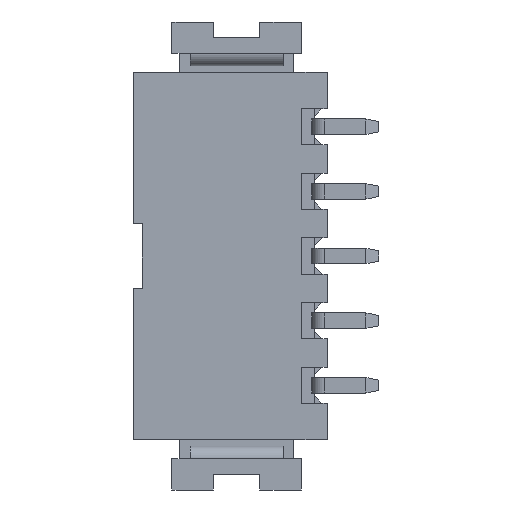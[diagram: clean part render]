
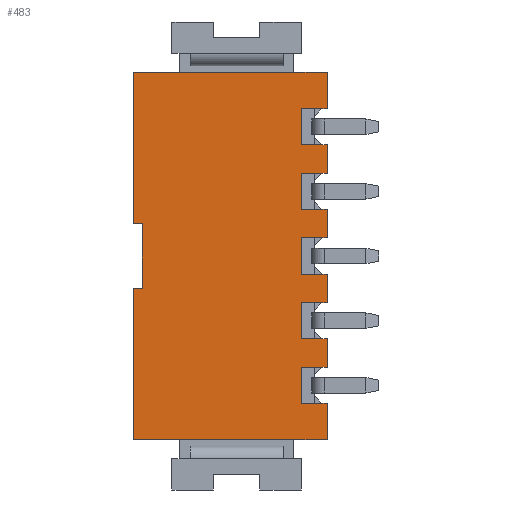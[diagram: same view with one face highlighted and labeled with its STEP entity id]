
A CAD part, front view. The second image highlights one B-rep face of the part: STEP entity #483.
In plain terms, the highlighted planar face has unit normal (0, -1, 0).
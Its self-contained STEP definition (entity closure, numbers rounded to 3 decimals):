
#483=ADVANCED_FACE('',(#1311),#1312,.T.);
#1311=FACE_OUTER_BOUND('',#2486,.T.);
#1312=PLANE('',#2487);
#2486=EDGE_LOOP('',(#3941,#3942,#3943,#3944,#3945,#3946,#3947,#3948,#3949,#3950,#3951,#3952,#3953,#3954,#3955,#3956,#3957,#3958,#3959,#3960,#3961,#3962,#3963,#3964,#3965,#3966,#3967,#3968));
#2487=AXIS2_PLACEMENT_3D('',#3969,#3970,#3971);
#3941=ORIENTED_EDGE('',*,*,#7376,.F.);
#3942=ORIENTED_EDGE('',*,*,#7180,.T.);
#3943=ORIENTED_EDGE('',*,*,#7437,.F.);
#3944=ORIENTED_EDGE('',*,*,#7438,.F.);
#3945=ORIENTED_EDGE('',*,*,#7439,.F.);
#3946=ORIENTED_EDGE('',*,*,#7440,.F.);
#3947=ORIENTED_EDGE('',*,*,#7441,.T.);
#3948=ORIENTED_EDGE('',*,*,#7442,.F.);
#3949=ORIENTED_EDGE('',*,*,#7263,.T.);
#3950=ORIENTED_EDGE('',*,*,#7443,.T.);
#3951=ORIENTED_EDGE('',*,*,#7444,.T.);
#3952=ORIENTED_EDGE('',*,*,#7445,.F.);
#3953=ORIENTED_EDGE('',*,*,#7285,.T.);
#3954=ORIENTED_EDGE('',*,*,#7446,.T.);
#3955=ORIENTED_EDGE('',*,*,#7447,.T.);
#3956=ORIENTED_EDGE('',*,*,#7448,.F.);
#3957=ORIENTED_EDGE('',*,*,#7281,.T.);
#3958=ORIENTED_EDGE('',*,*,#7449,.T.);
#3959=ORIENTED_EDGE('',*,*,#7450,.T.);
#3960=ORIENTED_EDGE('',*,*,#7451,.F.);
#3961=ORIENTED_EDGE('',*,*,#7277,.T.);
#3962=ORIENTED_EDGE('',*,*,#7452,.T.);
#3963=ORIENTED_EDGE('',*,*,#7453,.T.);
#3964=ORIENTED_EDGE('',*,*,#7454,.F.);
#3965=ORIENTED_EDGE('',*,*,#7273,.T.);
#3966=ORIENTED_EDGE('',*,*,#7455,.T.);
#3967=ORIENTED_EDGE('',*,*,#7456,.T.);
#3968=ORIENTED_EDGE('',*,*,#7457,.T.);
#3969=CARTESIAN_POINT('',(1.891,0.0,-20.737));
#3970=DIRECTION('',(0.0,-1.0,0.0));
#3971=DIRECTION('',(0.0,0.0,-1.0));
#7180=EDGE_CURVE('',#8620,#8618,#8621,.T.);
#7263=EDGE_CURVE('',#8763,#8764,#8765,.T.);
#7273=EDGE_CURVE('',#8784,#8782,#8785,.T.);
#7277=EDGE_CURVE('',#8792,#8790,#8793,.T.);
#7281=EDGE_CURVE('',#8800,#8798,#8801,.T.);
#7285=EDGE_CURVE('',#8808,#8806,#8809,.T.);
#7376=EDGE_CURVE('',#8620,#8950,#8967,.T.);
#7437=EDGE_CURVE('',#9074,#8618,#9075,.T.);
#7438=EDGE_CURVE('',#9076,#9074,#9077,.T.);
#7439=EDGE_CURVE('',#9078,#9076,#9079,.T.);
#7440=EDGE_CURVE('',#9080,#9078,#9081,.T.);
#7441=EDGE_CURVE('',#9080,#9082,#9083,.T.);
#7442=EDGE_CURVE('',#8763,#9082,#9084,.T.);
#7443=EDGE_CURVE('',#8764,#9085,#9086,.T.);
#7444=EDGE_CURVE('',#9085,#9087,#9088,.T.);
#7445=EDGE_CURVE('',#8808,#9087,#9089,.T.);
#7446=EDGE_CURVE('',#8806,#9090,#9091,.T.);
#7447=EDGE_CURVE('',#9090,#9092,#9093,.T.);
#7448=EDGE_CURVE('',#8800,#9092,#9094,.T.);
#7449=EDGE_CURVE('',#8798,#9095,#9096,.T.);
#7450=EDGE_CURVE('',#9095,#9097,#9098,.T.);
#7451=EDGE_CURVE('',#8792,#9097,#9099,.T.);
#7452=EDGE_CURVE('',#8790,#9100,#9101,.T.);
#7453=EDGE_CURVE('',#9100,#9102,#9103,.T.);
#7454=EDGE_CURVE('',#8784,#9102,#9104,.T.);
#7455=EDGE_CURVE('',#8782,#9105,#9106,.T.);
#7456=EDGE_CURVE('',#9105,#9107,#9108,.T.);
#7457=EDGE_CURVE('',#9107,#8950,#9109,.T.);
#8618=VERTEX_POINT('',#10736);
#8620=VERTEX_POINT('',#10739);
#8621=LINE('',#10740,#10741);
#8763=VERTEX_POINT('',#10950);
#8764=VERTEX_POINT('',#10951);
#8765=LINE('',#10952,#10953);
#8782=VERTEX_POINT('',#10978);
#8784=VERTEX_POINT('',#10981);
#8785=LINE('',#10982,#10983);
#8790=VERTEX_POINT('',#10990);
#8792=VERTEX_POINT('',#10993);
#8793=LINE('',#10994,#10995);
#8798=VERTEX_POINT('',#11002);
#8800=VERTEX_POINT('',#11005);
#8801=LINE('',#11006,#11007);
#8806=VERTEX_POINT('',#11014);
#8808=VERTEX_POINT('',#11017);
#8809=LINE('',#11018,#11019);
#8950=VERTEX_POINT('',#11226);
#8967=LINE('',#11251,#11252);
#9074=VERTEX_POINT('',#11411);
#9075=LINE('',#11412,#11413);
#9076=VERTEX_POINT('',#11414);
#9077=LINE('',#11415,#11416);
#9078=VERTEX_POINT('',#11417);
#9079=LINE('',#11418,#11419);
#9080=VERTEX_POINT('',#11420);
#9081=LINE('',#11421,#11422);
#9082=VERTEX_POINT('',#11423);
#9083=LINE('',#11424,#11425);
#9084=LINE('',#11426,#11427);
#9085=VERTEX_POINT('',#11428);
#9086=LINE('',#11429,#11430);
#9087=VERTEX_POINT('',#11431);
#9088=LINE('',#11432,#11433);
#9089=LINE('',#11434,#11435);
#9090=VERTEX_POINT('',#11436);
#9091=LINE('',#11437,#11438);
#9092=VERTEX_POINT('',#11439);
#9093=LINE('',#11440,#11441);
#9094=LINE('',#11442,#11443);
#9095=VERTEX_POINT('',#11444);
#9096=LINE('',#11445,#11446);
#9097=VERTEX_POINT('',#11447);
#9098=LINE('',#11448,#11449);
#9099=LINE('',#11450,#11451);
#9100=VERTEX_POINT('',#11452);
#9101=LINE('',#11453,#11454);
#9102=VERTEX_POINT('',#11455);
#9103=LINE('',#11456,#11457);
#9104=LINE('',#11458,#11459);
#9105=VERTEX_POINT('',#11460);
#9106=LINE('',#11461,#11462);
#9107=VERTEX_POINT('',#11463);
#9108=LINE('',#11464,#11465);
#9109=LINE('',#11466,#11467);
#10736=CARTESIAN_POINT('',(0.35,0.0,-5.85));
#10739=CARTESIAN_POINT('',(0.0,0.0,-5.85));
#10740=CARTESIAN_POINT('',(-2.939,0.0,-5.85));
#10741=VECTOR('',#13819,1.0);
#10950=CARTESIAN_POINT('',(6.5,0.0,-12.8));
#10951=CARTESIAN_POINT('',(6.5,0.0,-11.4));
#10952=CARTESIAN_POINT('',(6.5,0.0,-6.15));
#10953=VECTOR('',#13905,1.0);
#10978=CARTESIAN_POINT('',(6.5,0.0,-1.4));
#10981=CARTESIAN_POINT('',(6.5,0.0,-2.8));
#10982=CARTESIAN_POINT('',(6.5,0.0,1.35));
#10983=VECTOR('',#13915,1.0);
#10990=CARTESIAN_POINT('',(6.5,0.0,-3.9));
#10993=CARTESIAN_POINT('',(6.5,0.0,-5.3));
#10994=CARTESIAN_POINT('',(6.5,0.0,1.35));
#10995=VECTOR('',#13919,1.0);
#11002=CARTESIAN_POINT('',(6.5,0.0,-6.4));
#11005=CARTESIAN_POINT('',(6.5,0.0,-7.8));
#11006=CARTESIAN_POINT('',(6.5,0.0,-1.15));
#11007=VECTOR('',#13923,1.0);
#11014=CARTESIAN_POINT('',(6.5,0.0,-8.9));
#11017=CARTESIAN_POINT('',(6.5,0.0,-10.3));
#11018=CARTESIAN_POINT('',(6.5,0.0,-3.65));
#11019=VECTOR('',#13927,1.0);
#11226=CARTESIAN_POINT('',(0.0,0.0,0.0));
#11251=CARTESIAN_POINT('',(0.0,0.0,1.35));
#11252=VECTOR('',#14011,1.0);
#11411=CARTESIAN_POINT('',(0.35,0.0,-8.35));
#11412=CARTESIAN_POINT('',(0.35,0.0,1.35));
#11413=VECTOR('',#14067,1.0);
#11414=CARTESIAN_POINT('',(0.0,0.0,-8.35));
#11415=CARTESIAN_POINT('',(-2.939,0.0,-8.35));
#11416=VECTOR('',#14068,1.0);
#11417=CARTESIAN_POINT('',(0.0,0.0,-14.2));
#11418=CARTESIAN_POINT('',(0.0,0.0,-6.15));
#11419=VECTOR('',#14069,1.0);
#11420=CARTESIAN_POINT('',(7.5,0.0,-14.2));
#11421=CARTESIAN_POINT('',(-2.939,0.0,-14.2));
#11422=VECTOR('',#14070,1.0);
#11423=CARTESIAN_POINT('',(7.5,0.0,-12.8));
#11424=CARTESIAN_POINT('',(7.5,0.0,-6.15));
#11425=VECTOR('',#14071,1.0);
#11426=CARTESIAN_POINT('',(-2.939,0.0,-12.8));
#11427=VECTOR('',#14072,1.0);
#11428=CARTESIAN_POINT('',(7.5,0.0,-11.4));
#11429=CARTESIAN_POINT('',(-2.939,0.0,-11.4));
#11430=VECTOR('',#14073,1.0);
#11431=CARTESIAN_POINT('',(7.5,0.0,-10.3));
#11432=CARTESIAN_POINT('',(7.5,0.0,-6.15));
#11433=VECTOR('',#14074,1.0);
#11434=CARTESIAN_POINT('',(-2.939,0.0,-10.3));
#11435=VECTOR('',#14075,1.0);
#11436=CARTESIAN_POINT('',(7.5,0.0,-8.9));
#11437=CARTESIAN_POINT('',(-2.939,0.0,-8.9));
#11438=VECTOR('',#14076,1.0);
#11439=CARTESIAN_POINT('',(7.5,0.0,-7.8));
#11440=CARTESIAN_POINT('',(7.5,0.0,-3.65));
#11441=VECTOR('',#14077,1.0);
#11442=CARTESIAN_POINT('',(-2.939,0.0,-7.8));
#11443=VECTOR('',#14078,1.0);
#11444=CARTESIAN_POINT('',(7.5,0.0,-6.4));
#11445=CARTESIAN_POINT('',(-2.939,0.0,-6.4));
#11446=VECTOR('',#14079,1.0);
#11447=CARTESIAN_POINT('',(7.5,0.0,-5.3));
#11448=CARTESIAN_POINT('',(7.5,0.0,-1.15));
#11449=VECTOR('',#14080,1.0);
#11450=CARTESIAN_POINT('',(-2.939,0.0,-5.3));
#11451=VECTOR('',#14081,1.0);
#11452=CARTESIAN_POINT('',(7.5,0.0,-3.9));
#11453=CARTESIAN_POINT('',(-2.939,0.0,-3.9));
#11454=VECTOR('',#14082,1.0);
#11455=CARTESIAN_POINT('',(7.5,0.0,-2.8));
#11456=CARTESIAN_POINT('',(7.5,0.0,1.35));
#11457=VECTOR('',#14083,1.0);
#11458=CARTESIAN_POINT('',(-2.939,0.0,-2.8));
#11459=VECTOR('',#14084,1.0);
#11460=CARTESIAN_POINT('',(7.5,0.0,-1.4));
#11461=CARTESIAN_POINT('',(-2.939,0.0,-1.4));
#11462=VECTOR('',#14085,1.0);
#11463=CARTESIAN_POINT('',(7.5,0.0,0.0));
#11464=CARTESIAN_POINT('',(7.5,0.0,1.35));
#11465=VECTOR('',#14086,1.0);
#11466=CARTESIAN_POINT('',(-2.939,0.0,0.0));
#11467=VECTOR('',#14087,1.0);
#13819=DIRECTION('',(1.0,0.0,0.0));
#13905=DIRECTION('',(0.0,0.0,1.0));
#13915=DIRECTION('',(0.0,0.0,1.0));
#13919=DIRECTION('',(0.0,0.0,1.0));
#13923=DIRECTION('',(0.0,0.0,1.0));
#13927=DIRECTION('',(0.0,0.0,1.0));
#14011=DIRECTION('',(0.0,0.0,1.0));
#14067=DIRECTION('',(0.0,0.0,1.0));
#14068=DIRECTION('',(1.0,0.0,0.0));
#14069=DIRECTION('',(0.0,0.0,1.0));
#14070=DIRECTION('',(-1.0,0.0,0.0));
#14071=DIRECTION('',(0.0,0.0,1.0));
#14072=DIRECTION('',(1.0,0.0,0.0));
#14073=DIRECTION('',(1.0,0.0,0.0));
#14074=DIRECTION('',(0.0,0.0,1.0));
#14075=DIRECTION('',(1.0,0.0,0.0));
#14076=DIRECTION('',(1.0,0.0,0.0));
#14077=DIRECTION('',(0.0,0.0,1.0));
#14078=DIRECTION('',(1.0,0.0,0.0));
#14079=DIRECTION('',(1.0,0.0,0.0));
#14080=DIRECTION('',(0.0,0.0,1.0));
#14081=DIRECTION('',(1.0,0.0,0.0));
#14082=DIRECTION('',(1.0,0.0,0.0));
#14083=DIRECTION('',(0.0,0.0,1.0));
#14084=DIRECTION('',(1.0,0.0,0.0));
#14085=DIRECTION('',(1.0,0.0,0.0));
#14086=DIRECTION('',(0.0,0.0,1.0));
#14087=DIRECTION('',(-1.0,0.0,0.0));
